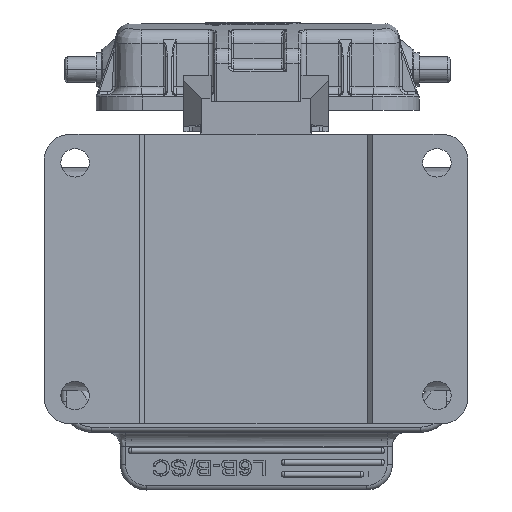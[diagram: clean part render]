
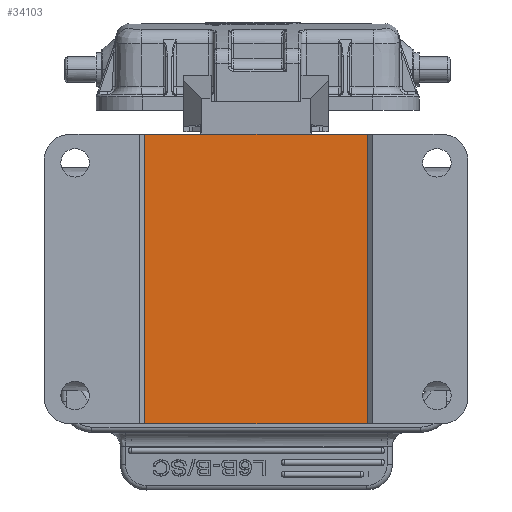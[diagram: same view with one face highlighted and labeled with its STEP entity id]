
A CAD part, front view. The second image highlights one B-rep face of the part: STEP entity #34103.
In plain terms, the highlighted planar face has unit normal (0, -1, 0).
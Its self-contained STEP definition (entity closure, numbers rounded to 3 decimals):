
#5632=DIRECTION('',(0.,0.,-1.));
#5633=VECTOR('',#5632,56.);
#5634=CARTESIAN_POINT('',(-21.5,1.,28.));
#5635=LINE('',#5634,#5633);
#5644=DIRECTION('',(-1.,0.,0.));
#5645=VECTOR('',#5644,43.);
#5646=CARTESIAN_POINT('',(21.5,1.,28.));
#5647=LINE('',#5646,#5645);
#5860=DIRECTION('',(1.,0.,0.));
#5861=VECTOR('',#5860,43.);
#5862=CARTESIAN_POINT('',(-21.5,1.,-28.));
#5863=LINE('',#5862,#5861);
#5872=DIRECTION('',(0.,0.,-1.));
#5873=VECTOR('',#5872,56.);
#5874=CARTESIAN_POINT('',(21.5,1.,28.));
#5875=LINE('',#5874,#5873);
#23670=CARTESIAN_POINT('',(-21.5,1.,28.));
#23671=VERTEX_POINT('',#23670);
#23672=CARTESIAN_POINT('',(-21.5,1.,-28.));
#23673=VERTEX_POINT('',#23672);
#23682=CARTESIAN_POINT('',(21.5,1.,28.));
#23683=VERTEX_POINT('',#23682);
#23751=CARTESIAN_POINT('',(21.5,1.,-28.));
#23752=VERTEX_POINT('',#23751);
#34091=CARTESIAN_POINT('',(0.,1.,0.));
#34092=DIRECTION('',(0.,1.,0.));
#34093=DIRECTION('',(-1.,0.,0.));
#34094=AXIS2_PLACEMENT_3D('',#34091,#34092,#34093);
#34095=PLANE('',#34094);
#34096=ORIENTED_EDGE('',*,*,#33853,.F.);
#34098=ORIENTED_EDGE('',*,*,#34097,.T.);
#34099=ORIENTED_EDGE('',*,*,#34080,.F.);
#34100=ORIENTED_EDGE('',*,*,#33833,.F.);
#34101=EDGE_LOOP('',(#34096,#34098,#34099,#34100));
#34102=FACE_OUTER_BOUND('',#34101,.F.);
#34103=ADVANCED_FACE('',(#34102),#34095,.F.);
#33833=EDGE_CURVE('',#23671,#23673,#5635,.T.);
#33853=EDGE_CURVE('',#23683,#23671,#5647,.T.);
#34080=EDGE_CURVE('',#23673,#23752,#5863,.T.);
#34097=EDGE_CURVE('',#23683,#23752,#5875,.T.);
